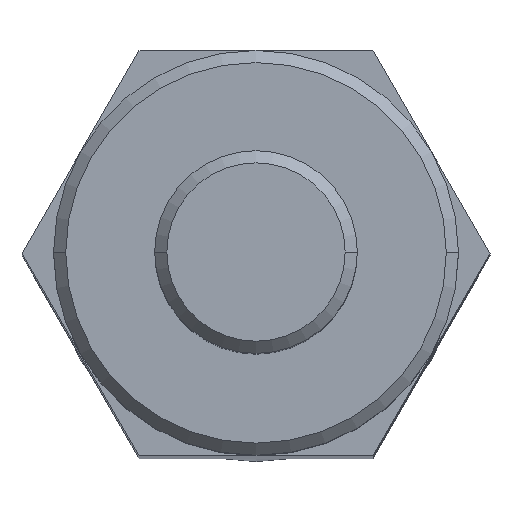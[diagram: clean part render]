
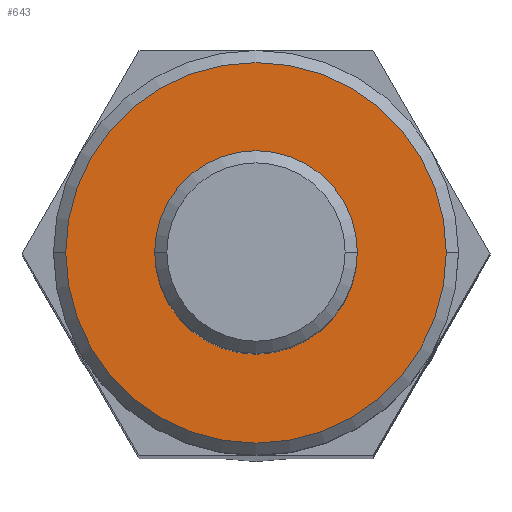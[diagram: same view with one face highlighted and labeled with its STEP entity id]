
A CAD part, top view. The second image highlights one B-rep face of the part: STEP entity #643.
In plain terms, the highlighted planar face has unit normal (0, 0, 1).
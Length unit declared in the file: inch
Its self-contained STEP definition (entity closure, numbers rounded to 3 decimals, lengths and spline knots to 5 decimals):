
#18 = AXIS2_PLACEMENT_3D ( 'NONE', #123, #117, #115 ) ;
#59 = DIRECTION ( 'NONE',  ( 1., 0., 0. ) ) ;
#62 = CARTESIAN_POINT ( 'NONE',  ( -0.23475, 0., 4.416 ) ) ;
#74 = CARTESIAN_POINT ( 'NONE',  ( 0., 0., 4.416 ) ) ;
#76 = VERTEX_POINT ( 'NONE', #1223 ) ;
#81 = DIRECTION ( 'NONE',  ( 0., 0., 1. ) ) ;
#115 = DIRECTION ( 'NONE',  ( 1., 0., 0. ) ) ;
#117 = DIRECTION ( 'NONE',  ( 0., 0., 1. ) ) ;
#123 = CARTESIAN_POINT ( 'NONE',  ( 0., 0., 4.416 ) ) ;
#210 = DIRECTION ( 'NONE',  ( 1., 0., 0. ) ) ;
#229 = AXIS2_PLACEMENT_3D ( 'NONE', #293, #275, #210 ) ;
#275 = DIRECTION ( 'NONE',  ( 0., 0., 1. ) ) ;
#292 = PLANE ( 'NONE',  #229 ) ;
#293 = CARTESIAN_POINT ( 'NONE',  ( 0., 0., 4.416 ) ) ;
#302 = CIRCLE ( 'NONE', #18, 0.23475 ) ;
#346 = AXIS2_PLACEMENT_3D ( 'NONE', #1109, #1107, #1103 ) ;
#358 = AXIS2_PLACEMENT_3D ( 'NONE', #1123, #1122, #1117 ) ;
#414 = EDGE_LOOP ( 'NONE', ( #1282, #1012 ) ) ;
#418 = EDGE_CURVE ( 'NONE', #76, #987, #1141, .T. ) ;
#422 = EDGE_CURVE ( 'NONE', #546, #1149, #1281, .T. ) ;
#481 = AXIS2_PLACEMENT_3D ( 'NONE', #74, #81, #59 ) ;
#510 = CIRCLE ( 'NONE', #481, 0.125 ) ;
#546 = VERTEX_POINT ( 'NONE', #907 ) ;
#607 = EDGE_LOOP ( 'NONE', ( #716, #872 ) ) ;
#643 = ADVANCED_FACE ( 'NONE', ( #914, #671 ), #292, .T. ) ;
#671 = FACE_BOUND ( 'NONE', #607, .T. ) ;
#716 = ORIENTED_EDGE ( 'NONE', *, *, #422, .F. ) ;
#847 = EDGE_CURVE ( 'NONE', #987, #76, #302, .T. ) ;
#872 = ORIENTED_EDGE ( 'NONE', *, *, #969, .F. ) ;
#907 = CARTESIAN_POINT ( 'NONE',  ( -0.125, 0., 4.416 ) ) ;
#914 = FACE_OUTER_BOUND ( 'NONE', #414, .T. ) ;
#969 = EDGE_CURVE ( 'NONE', #1149, #546, #510, .T. ) ;
#987 = VERTEX_POINT ( 'NONE', #62 ) ;
#1012 = ORIENTED_EDGE ( 'NONE', *, *, #847, .T. ) ;
#1103 = DIRECTION ( 'NONE',  ( 1., 0., 0. ) ) ;
#1107 = DIRECTION ( 'NONE',  ( 0., 0., 1. ) ) ;
#1109 = CARTESIAN_POINT ( 'NONE',  ( 0., 0., 4.416 ) ) ;
#1117 = DIRECTION ( 'NONE',  ( 1., 0., 0. ) ) ;
#1122 = DIRECTION ( 'NONE',  ( 0., 0., 1. ) ) ;
#1123 = CARTESIAN_POINT ( 'NONE',  ( 0., 0., 4.416 ) ) ;
#1141 = CIRCLE ( 'NONE', #358, 0.23475 ) ;
#1149 = VERTEX_POINT ( 'NONE', #1204 ) ;
#1204 = CARTESIAN_POINT ( 'NONE',  ( 0.125, 0., 4.416 ) ) ;
#1223 = CARTESIAN_POINT ( 'NONE',  ( 0.23475, 0., 4.416 ) ) ;
#1281 = CIRCLE ( 'NONE', #346, 0.125 ) ;
#1282 = ORIENTED_EDGE ( 'NONE', *, *, #418, .T. ) ;
